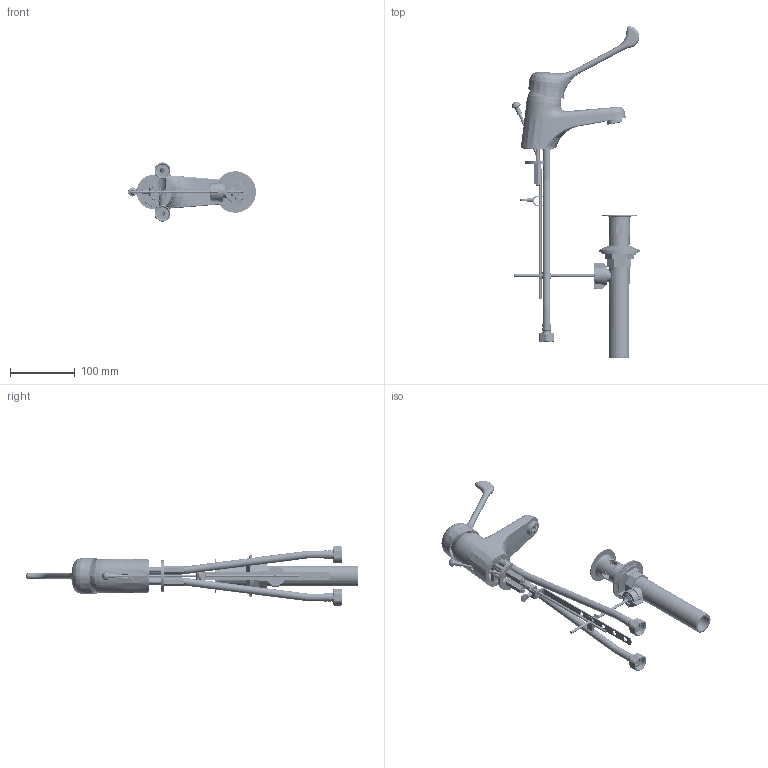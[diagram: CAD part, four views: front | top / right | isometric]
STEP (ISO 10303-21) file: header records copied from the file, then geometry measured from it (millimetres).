
FILE_DESCRIPTION((''),'2;1');
FILE_NAME('FFAS1261-105500BC0_ASM','2018-08-28T',('10114231'),(''),'CREO PARAMETRIC BY PTC INC, 2014440','CREO PARAMETRIC BY PTC INC, 2014440','');
FILE_SCHEMA(('CONFIG_CONTROL_DESIGN'));
Products named in the file (57): 1580017650; A000000; SCHWENKGERUEST_47NEU; A909403; A923702; A923700; A923701; A923703; A923704; A911662_OVAL; A911764; A914281; STEUERK47NEU; A914280; A923705; A915772; A910554; A923707; A923708; A954700_ASM; 1580724850; 1581110409; 1581740299; 1580960644; 16608373; HANDLE_ASS_ASM; 1581174699; 1581720299; 1581882299; 1581191199; 1580770150; 1580660899; 1585001899; TUBE_622001; NIPPLE_618226; PLUG_621001; HOSE_FITTING_KF024-1; PACKING_611944; COUPLING_NUT_604141; O_RING_612333 ...
Assembly tree (70 placements, depth 3):
  FFAS1261-105500BC0_ASM
    1580017650
    A954700_ASM
      A000000
      SCHWENKGERUEST_47NEU
      A909403
      A923702
      A923700
      A923701
      A923703
      A923704
      A911662_OVAL  x2
      A911764
      A914281
      STEUERK47NEU
      A914280
      A923705
      A915772
      A910554
      A923707
      A923708
    1580724850
    HANDLE_ASS_ASM
      1581110409
      1581740299
      1580960644
      16608373
    1581174699
    1581720299  x2
    1581882299  x3
    1581191199
    1580770150
    1580660899  x2
    1585001899
    652099_ASM
      TUBE_622001
      NIPPLE_618226
      PLUG_621001  x2
      HOSE_FITTING_KF024-1
      PACKING_611944
      COUPLING_NUT_604141
      O_RING_612333
    652100_ASM
      TUBE_622001
      NIPPLE_618226
      PLUG_621001  x2
      HOSE_FITTING_KF024-1
      PACKING_611944
      COUPLING_NUT_604141
      O_RING_612333
    1595396550
    M953465_ASM
      M919665_AF0
      M913813_AF0
      M913815_AF0
      M900986_AF0
      M917302_AF0
      M907022_AF0
      M906610_AF0
      M914405_AF0
Bounding box: 197.6 x 512.36 x 91.98 mm (x, y, z)
Volume: 393909.4 mm3; surface area: 300706.9 mm2
Topology: 62 solids, 62 shells, 7870 faces, 19373 edges, 11651 vertices
Faces by surface type: cylinder 2137, bspline 1953, plane 1914, torus 937, cone 701, sphere 216, extrusion 12
Entity records: 306428 total; most frequent: CARTESIAN_POINT 144481, ORIENTED_EDGE 36692, DIRECTION 30004, EDGE_CURVE 18346, AXIS2_PLACEMENT_3D 11974, VERTEX_POINT 11089, EDGE_LOOP 7693, FACE_OUTER_BOUND 7427
